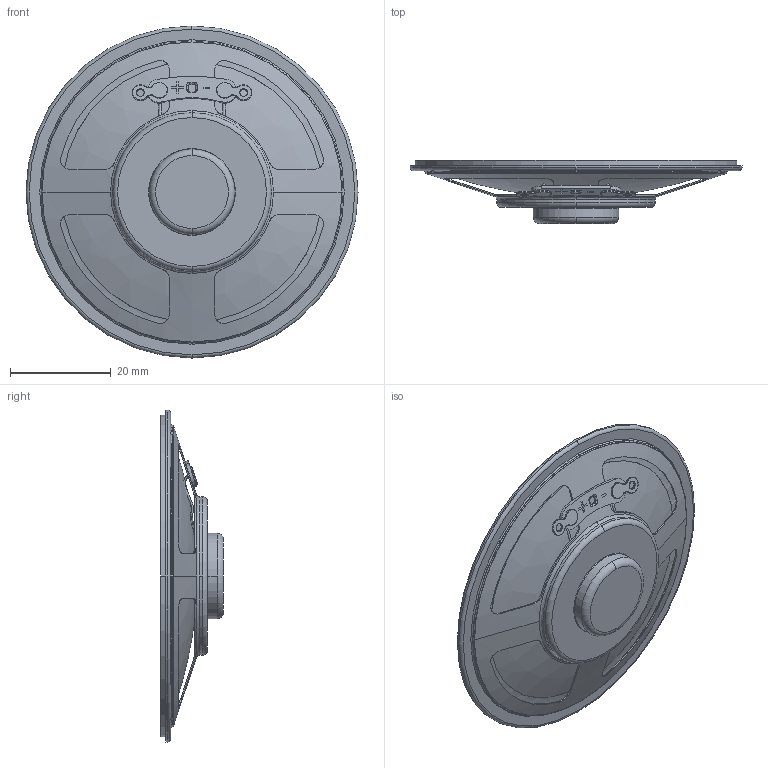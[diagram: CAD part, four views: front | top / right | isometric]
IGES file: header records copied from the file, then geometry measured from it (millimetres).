
Global section: file name: No Iges File Name specified; native system: AutoDesk Inventor R12.0; preprocessor: AutoDesk Inventor Iges Exporter R12.0; date: 20090223.084228; units: inch
Bounding box: 66 x 12.5 x 66 mm (x, y, z)
Volume: 3468.4 mm3; surface area: 12699.2 mm2
Topology: 2 solids, 2 shells, 230 faces, 602 edges, 386 vertices
Faces by surface type: bspline 50, torus 50, plane 49, revolution 45, cylinder 34, cone 2
